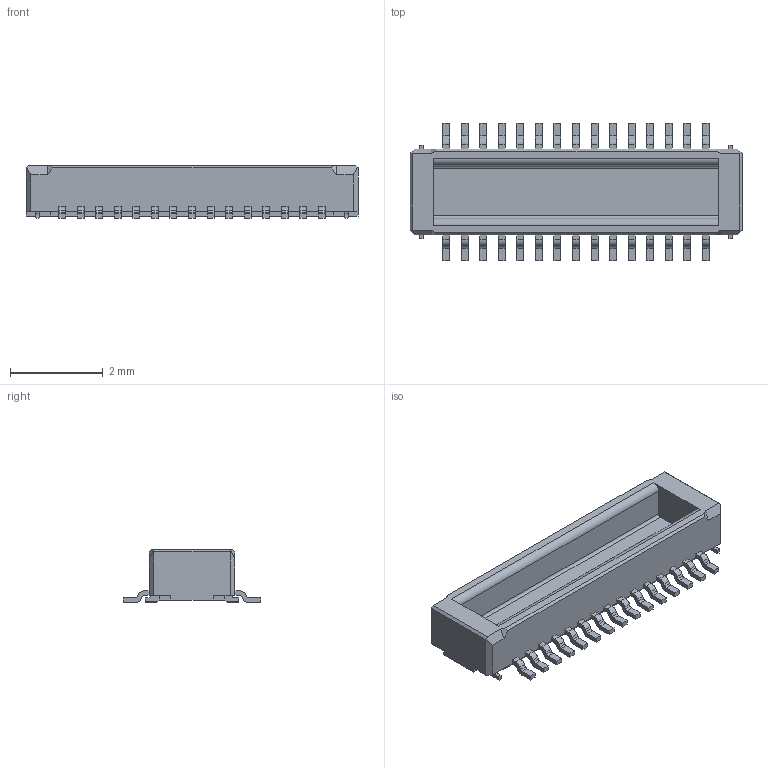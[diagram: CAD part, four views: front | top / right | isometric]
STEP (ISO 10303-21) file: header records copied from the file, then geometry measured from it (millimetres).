
FILE_DESCRIPTION(('Creo Elements/Direct Modeling STEP Export'),'2;1');
FILE_NAME('DF40GB-30DP-0.4V.stp','2015-07-07T 9:48:29',(''),(''),'Creo Elements/Direct Modeling STEP processor for AP214 (Solid Model)','Creo Elements/Direct Modeling 18.1E 22-Nov-2013 (C) Parametric Technology GmbH','');
FILE_SCHEMA(('AUTOMOTIVE_DESIGN { 1 0 10303 214 1 1 1 1 }'));
Length unit declared in the file: millimetre
Products named in the file (1): DF40GB-30DP-0.4V
Bounding box: 7.16 x 2.97 x 1.14 mm (x, y, z)
Volume: 8.8 mm3; surface area: 65.8 mm2
Topology: 1 solids, 1 shells, 443 faces, 1308 edges, 872 vertices
Faces by surface type: plane 319, cylinder 124
Entity records: 14732 total; most frequent: CARTESIAN_POINT 2624, ORIENTED_EDGE 2616, DIRECTION 2444, EDGE_CURVE 1308, VECTOR 1060, LINE 1060, VERTEX_POINT 872, AXIS2_PLACEMENT_3D 692
